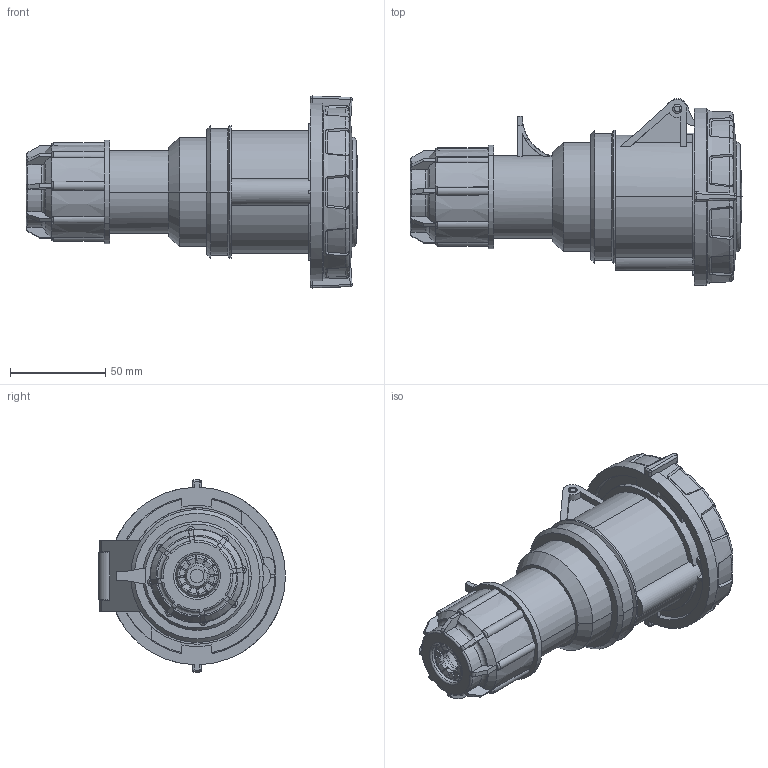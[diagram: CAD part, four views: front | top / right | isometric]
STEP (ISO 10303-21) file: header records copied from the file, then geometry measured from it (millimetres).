
FILE_DESCRIPTION (( 'STEP AP203' ), '1' );
FILE_NAME ('PS-2242-32-380.ÃÌ Ðîç. ïåðåíîñ. 2242 3Ð+ÐÅ 32À 380Â IP67 EKF.STEP', '2025-10-17T10:56:53', ( '' ), ( '' ), 'SwSTEP 2.0', 'SolidWorks 2021', '' );
FILE_SCHEMA (( 'CONFIG_CONTROL_DESIGN' ));
Length unit declared in the file: millimetre
Products named in the file (8): Êîïèÿ PS-1152-16-380.004 Øïëèíò^PS-2242-32-380.ÃÌ Ðîç. ïåðåíîñ. 2242 3Ð+ÐÅ 32À 380Â IP67 EKF; Êîïèÿ Êîïèÿ PS-1152-16-380.003 Êðûøêà^PS-2242-32-380.ÃÌ Ðîç. ïåðåíîñ. 2242 3Ð+ÐÅ 32À 380Â IP67 EKF; Êîïèÿ êîðïóñ^PS-2242-32-380.ÃÌ Ðîç. ïåðåíîñ. 2242 3Ð+ÐÅ 32À 380Â IP67 EKF_00; Êîïèÿ Çàæèìíàÿ ãàéêà^PS-2242-32-380.ÃÌ Ðîç. ïåðåíîñ. 2242 3Ð+ÐÅ 32À 380Â IP67 EKF_00; Êîïèÿ PS-1152-16-380.002 Êîðïóñ^PS-2242-32-380.ÃÌ Ðîç. ïåðåíîñ. 2242 3Ð+ÐÅ 32À 380Â IP67 EKF; Êîïèÿ ïðîêëàäêà ñàëüíèêà^PS-2242-32-380.ÃÌ Ðîç. ïåðåíîñ. 2242 3Ð+ÐÅ 32À 380Â IP67 EKF_00; Êîïèÿ çàæèì^PS-2242-32-380.ÃÌ Ðîç. ïåðåíîñ. 2242 3Ð+ÐÅ 32À 380Â IP67 EKF_00; PS-2242-32-380.ÃÌ Ðîç. ïåðåíîñ. 2242 3Ð+ÐÅ 32À 380Â IP67 EKF
Assembly tree (7 placements, depth 2):
  PS-2242-32-380.ÃÌ Ðîç. ïåðåíîñ. 2242 3Ð+ÐÅ 32À 380Â IP67 EKF
    Êîïèÿ PS-1152-16-380.002 Êîðïóñ^PS-2242-32-380.ÃÌ Ðîç. ïåðåíîñ. 2242 3Ð+ÐÅ 32À 380Â IP67 EKF
    Êîïèÿ Êîïèÿ PS-1152-16-380.003 Êðûøêà^PS-2242-32-380.ÃÌ Ðîç. ïåðåíîñ. 2242 3Ð+ÐÅ 32À 380Â IP67 EKF
    Êîïèÿ PS-1152-16-380.004 Øïëèíò^PS-2242-32-380.ÃÌ Ðîç. ïåðåíîñ. 2242 3Ð+ÐÅ 32À 380Â IP67 EKF
    Êîïèÿ êîðïóñ^PS-2242-32-380.ÃÌ Ðîç. ïåðåíîñ. 2242 3Ð+ÐÅ 32À 380Â IP67 EKF_00
    Êîïèÿ çàæèì^PS-2242-32-380.ÃÌ Ðîç. ïåðåíîñ. 2242 3Ð+ÐÅ 32À 380Â IP67 EKF_00
    Êîïèÿ Çàæèìíàÿ ãàéêà^PS-2242-32-380.ÃÌ Ðîç. ïåðåíîñ. 2242 3Ð+ÐÅ 32À 380Â IP67 EKF_00
    Êîïèÿ ïðîêëàäêà ñàëüíèêà^PS-2242-32-380.ÃÌ Ðîç. ïåðåíîñ. 2242 3Ð+ÐÅ 32À 380Â IP67 EKF_00
Bounding box: 174 x 98 x 100.63 mm (x, y, z)
Volume: 324154.1 mm3; surface area: 148632.7 mm2
Topology: 9 solids, 9 shells, 704 faces, 1871 edges, 1224 vertices
Faces by surface type: plane 297, cylinder 189, torus 71, bspline 70, cone 58, sphere 19
Entity records: 27273 total; most frequent: CARTESIAN_POINT 9542, ORIENTED_EDGE 3722, DIRECTION 3309, EDGE_CURVE 1861, AXIS2_PLACEMENT_3D 1299, VERTEX_POINT 1218, EDGE_LOOP 763, VECTOR 711
